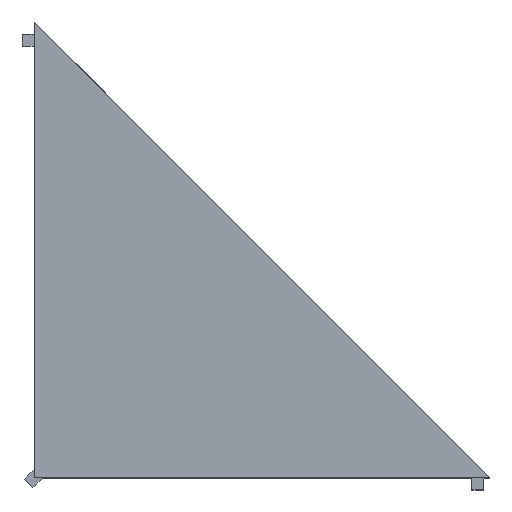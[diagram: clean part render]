
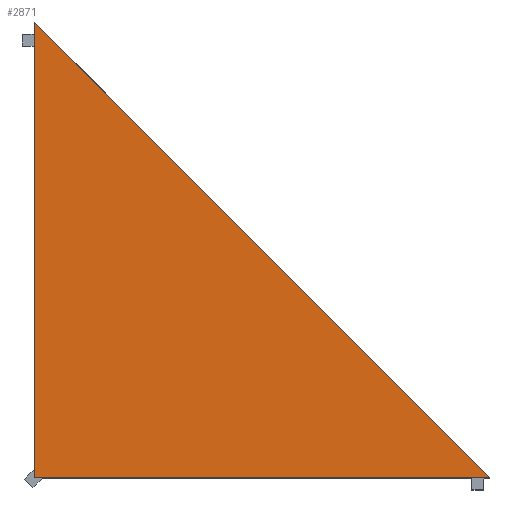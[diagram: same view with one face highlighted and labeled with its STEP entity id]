
A CAD part, top view. The second image highlights one B-rep face of the part: STEP entity #2871.
In plain terms, the highlighted planar face has unit normal (0, 0, 1).
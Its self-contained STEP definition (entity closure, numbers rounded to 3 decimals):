
#137 = VERTEX_POINT ( 'NONE', #1973 ) ;
#170 = FACE_OUTER_BOUND ( 'NONE', #317, .T. ) ;
#213 = CARTESIAN_POINT ( 'NONE',  ( 0., 0., 0. ) ) ;
#317 = EDGE_LOOP ( 'NONE', ( #803, #990, #1673 ) ) ;
#351 = LINE ( 'NONE', #1278, #1051 ) ;
#391 = VERTEX_POINT ( 'NONE', #748 ) ;
#402 = PLANE ( 'NONE',  #968 ) ;
#461 = DIRECTION ( 'NONE',  ( -0.707, 0.707, 0. ) ) ;
#478 = LINE ( 'NONE', #213, #2229 ) ;
#626 = EDGE_CURVE ( 'NONE', #137, #391, #478, .T. ) ;
#748 = CARTESIAN_POINT ( 'NONE',  ( 76., 0., 0. ) ) ;
#768 = CARTESIAN_POINT ( 'NONE',  ( 0., 76., 0. ) ) ;
#803 = ORIENTED_EDGE ( 'NONE', *, *, #1057, .T. ) ;
#856 = CARTESIAN_POINT ( 'NONE',  ( 0., 76., 0. ) ) ;
#968 = AXIS2_PLACEMENT_3D ( 'NONE', #856, #1995, #2670 ) ;
#970 = EDGE_CURVE ( 'NONE', #2116, #137, #351, .T. ) ;
#990 = ORIENTED_EDGE ( 'NONE', *, *, #970, .T. ) ;
#1051 = VECTOR ( 'NONE', #2181, 1000. ) ;
#1057 = EDGE_CURVE ( 'NONE', #391, #2116, #2512, .T. ) ;
#1117 = VECTOR ( 'NONE', #461, 1000. ) ;
#1278 = CARTESIAN_POINT ( 'NONE',  ( 0., 76., 0. ) ) ;
#1673 = ORIENTED_EDGE ( 'NONE', *, *, #626, .T. ) ;
#1973 = CARTESIAN_POINT ( 'NONE',  ( 0., 0., 0. ) ) ;
#1995 = DIRECTION ( 'NONE',  ( 0., 0., 1. ) ) ;
#2029 = DIRECTION ( 'NONE',  ( 1., 0., 0. ) ) ;
#2116 = VERTEX_POINT ( 'NONE', #768 ) ;
#2181 = DIRECTION ( 'NONE',  ( 0., -1., 0. ) ) ;
#2229 = VECTOR ( 'NONE', #2029, 1000. ) ;
#2512 = LINE ( 'NONE', #2941, #1117 ) ;
#2670 = DIRECTION ( 'NONE',  ( 1., 0., 0. ) ) ;
#2871 = ADVANCED_FACE ( 'NONE', ( #170 ), #402, .T. ) ;
#2941 = CARTESIAN_POINT ( 'NONE',  ( 76., 0., 0. ) ) ;
